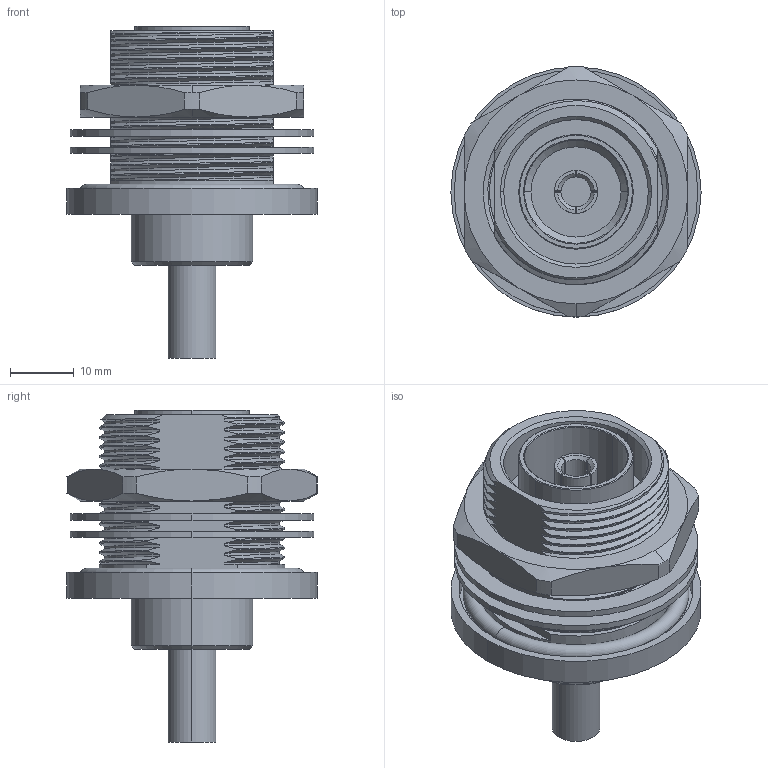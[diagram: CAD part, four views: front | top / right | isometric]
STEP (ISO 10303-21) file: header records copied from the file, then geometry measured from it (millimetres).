
FILE_DESCRIPTION (( 'STEP AP203' ), '1' );
FILE_NAME ('FMCN1834_3D.STEP', '2022-02-14T20:37:44', ( '' ), ( '' ), 'SwSTEP 2.0', 'SolidWorks 2021', '' );
FILE_SCHEMA (( 'CONFIG_CONTROL_DESIGN' ));
Products named in the file (1): FMCN1834_3D
Bounding box: 39.12 x 39.12 x 51.9 mm (x, y, z)
Volume: 20926.4 mm3; surface area: 14605.3 mm2
Topology: 6 solids, 6 shells, 272 faces, 724 edges, 471 vertices
Faces by surface type: bspline 102, cylinder 78, plane 49, cone 39, torus 4
Entity records: 65220 total; most frequent: CARTESIAN_POINT 59599, ORIENTED_EDGE 1448, DIRECTION 820, EDGE_CURVE 724, VERTEX_POINT 471, AXIS2_PLACEMENT_3D 321, EDGE_LOOP 289, ADVANCED_FACE 272
